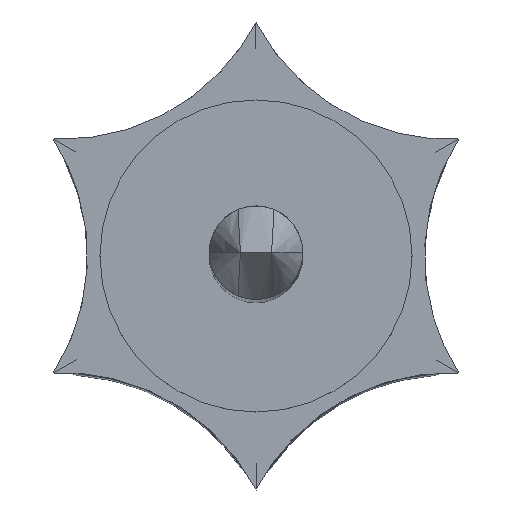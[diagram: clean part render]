
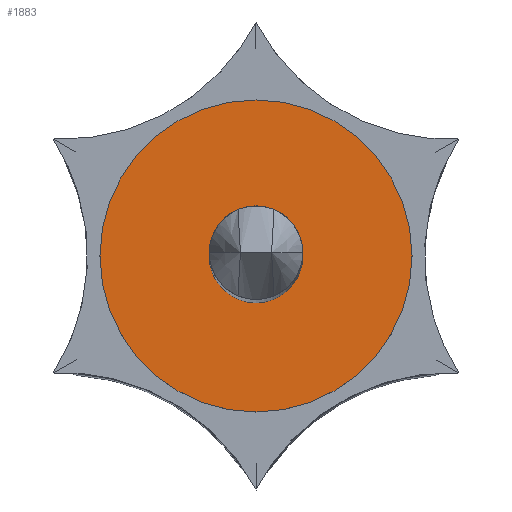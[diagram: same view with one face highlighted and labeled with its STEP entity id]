
A CAD part, top view. The second image highlights one B-rep face of the part: STEP entity #1883.
In plain terms, the highlighted planar face has unit normal (0, 0, 1).
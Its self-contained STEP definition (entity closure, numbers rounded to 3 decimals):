
#1824=CARTESIAN_POINT('',(-10.,0.,59.397));
#1825=VERTEX_POINT('',#1824);
#1832=CARTESIAN_POINT('',(10.,-0.,59.397));
#1833=VERTEX_POINT('',#1832);
#1834=CARTESIAN_POINT('',(-0.,0.,59.397));
#1835=DIRECTION('',(-0.,0.,1.));
#1836=DIRECTION('',(1.,0.,0.));
#1837=AXIS2_PLACEMENT_3D('',#1834,#1835,#1836);
#1838=CIRCLE('',#1837,10.);
#1839=EDGE_CURVE('',#1833,#1825,#1838,.T.);
#1841=CARTESIAN_POINT('',(-0.,0.,59.397));
#1842=DIRECTION('',(-0.,0.,1.));
#1843=DIRECTION('',(1.,0.,0.));
#1844=AXIS2_PLACEMENT_3D('',#1841,#1842,#1843);
#1845=CIRCLE('',#1844,10.);
#1846=EDGE_CURVE('',#1825,#1833,#1845,.T.);
#1854=CARTESIAN_POINT('',(-0.,0.,59.397));
#1855=DIRECTION('',(-0.,0.,1.));
#1856=DIRECTION('',(1.,0.,0.));
#1857=AXIS2_PLACEMENT_3D('',#1854,#1855,#1856);
#1858=PLANE('',#1857);
#1859=CARTESIAN_POINT('',(-3.,0.,59.397));
#1860=VERTEX_POINT('',#1859);
#1861=CARTESIAN_POINT('',(3.,0.,59.397));
#1862=VERTEX_POINT('',#1861);
#1863=CARTESIAN_POINT('',(-0.,0.,59.397));
#1864=DIRECTION('',(-0.,0.,1.));
#1865=DIRECTION('',(1.,0.,0.));
#1866=AXIS2_PLACEMENT_3D('',#1863,#1864,#1865);
#1867=CIRCLE('',#1866,3.);
#1868=EDGE_CURVE('',#1860,#1862,#1867,.T.);
#1869=ORIENTED_EDGE('',*,*,#1868,.F.);
#1870=CARTESIAN_POINT('',(-0.,0.,59.397));
#1871=DIRECTION('',(-0.,0.,1.));
#1872=DIRECTION('',(1.,0.,0.));
#1873=AXIS2_PLACEMENT_3D('',#1870,#1871,#1872);
#1874=CIRCLE('',#1873,3.);
#1875=EDGE_CURVE('',#1862,#1860,#1874,.T.);
#1876=ORIENTED_EDGE('',*,*,#1875,.F.);
#1877=EDGE_LOOP('',(#1869,#1876));
#1878=FACE_BOUND('',#1877,.T.);
#1879=ORIENTED_EDGE('',*,*,#1839,.T.);
#1880=ORIENTED_EDGE('',*,*,#1846,.T.);
#1881=EDGE_LOOP('',(#1879,#1880));
#1882=FACE_BOUND('',#1881,.T.);
#1883=ADVANCED_FACE('',(#1878,#1882),#1858,.T.);
